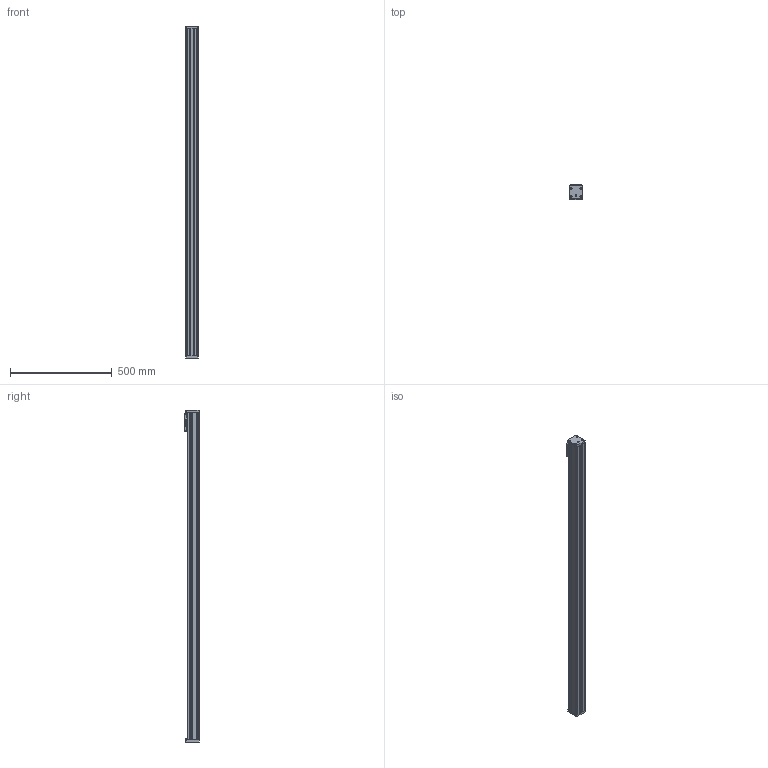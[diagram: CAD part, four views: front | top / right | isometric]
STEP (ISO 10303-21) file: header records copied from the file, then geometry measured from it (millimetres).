
FILE_DESCRIPTION(/* description */ ('STEP AP214'),/* implementation_level */ '2;1');
FILE_NAME(/* name */ '8062821_ELFC-KF-60-1500',/* time_stamp */ '2024-08-27T16:27:57+02:00',/* author */ ('License CC BY-ND 4.0'),/* organization */ ('CADENAS'),/* preprocessor_version */ 'ST-DEVELOPER v19.3',/* originating_system */ 'PARTsolutions',/* authorisation */ ' ');
FILE_SCHEMA (('AUTOMOTIVE_DESIGN {1 0 10303 214 3 1 1}'));
Length unit declared in the file: millimetre
Products named in the file (4): 8062821 ELFC-KF-60-1500---(0); 8058613 ELFC-KF-60-1500---(00h); 340116 G1/8-AEVU; 8058613 ELFC-KF-60---(Schlitt)
Assembly tree (4 placements, depth 2):
  8062821 ELFC-KF-60-1500---(0)
    8058613 ELFC-KF-60-1500---(00h)
    340116 G1/8-AEVU  x2
    8058613 ELFC-KF-60---(Schlitt)
Bounding box: 60 x 72 x 1630.5 mm (x, y, z)
Volume: 4574902.6 mm3; surface area: 756013.4 mm2
Topology: 4 solids, 4 shells, 640 faces, 1642 edges, 1068 vertices
Faces by surface type: plane 342, cylinder 250, cone 32, torus 16
Full cylindrical faces by diameter (mm): 2.459 x4, 3.242 x4, 4 x4, 4.134 x4, 5 x2, 5.5 x2, 6.2 x2, 7 x8, 8.3 x2, 8.56 x8, 8.566 x2
Entity records: 20042 total; most frequent: DIRECTION 3286, CARTESIAN_POINT 3251, ORIENTED_EDGE 3030, EDGE_CURVE 1515, AXIS2_PLACEMENT_3D 1166, VERTEX_POINT 1037, LINE 954, VECTOR 954
